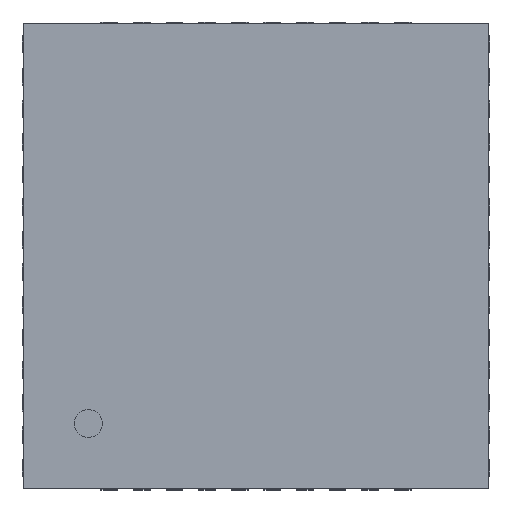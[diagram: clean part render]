
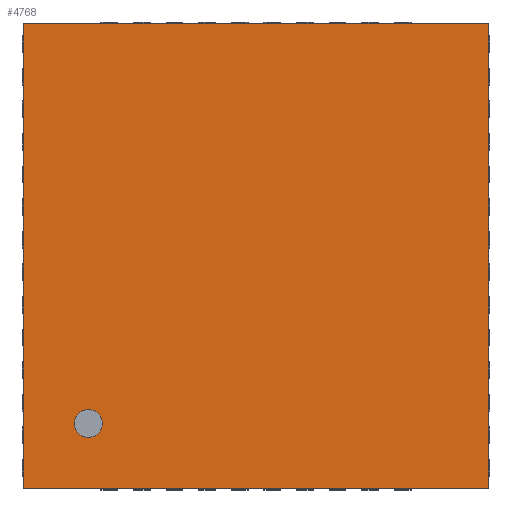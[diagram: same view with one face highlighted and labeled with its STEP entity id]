
A CAD part, top view. The second image highlights one B-rep face of the part: STEP entity #4768.
In plain terms, the highlighted planar face has unit normal (0, 0, 1).
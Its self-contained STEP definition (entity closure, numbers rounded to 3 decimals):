
#19=FACE_BOUND('',#733,.T.);
#20=CIRCLE('',#5142,0.15);
#429=FACE_OUTER_BOUND('',#732,.T.);
#732=EDGE_LOOP('',(#4156,#4157,#4158,#4159));
#733=EDGE_LOOP('',(#4160));
#1329=LINE('',#7674,#1933);
#1332=LINE('',#7680,#1936);
#1335=LINE('',#7686,#1939);
#1338=LINE('',#7690,#1942);
#1933=VECTOR('',#6353,10.);
#1936=VECTOR('',#6358,10.);
#1939=VECTOR('',#6363,10.);
#1942=VECTOR('',#6368,10.);
#2337=VERTEX_POINT('',#7661);
#2341=VERTEX_POINT('',#7671);
#2342=VERTEX_POINT('',#7673);
#2344=VERTEX_POINT('',#7679);
#2346=VERTEX_POINT('',#7685);
#2938=EDGE_CURVE('',#2337,#2337,#20,.T.);
#2943=EDGE_CURVE('',#2342,#2341,#1329,.T.);
#2946=EDGE_CURVE('',#2344,#2342,#1332,.T.);
#2949=EDGE_CURVE('',#2346,#2344,#1335,.T.);
#2952=EDGE_CURVE('',#2341,#2346,#1338,.T.);
#4156=ORIENTED_EDGE('',*,*,#2952,.T.);
#4157=ORIENTED_EDGE('',*,*,#2949,.T.);
#4158=ORIENTED_EDGE('',*,*,#2946,.T.);
#4159=ORIENTED_EDGE('',*,*,#2943,.T.);
#4160=ORIENTED_EDGE('',*,*,#2938,.T.);
#4465=PLANE('',#5149);
#4768=ADVANCED_FACE('',(#429,#19),#4465,.T.);
#5142=AXIS2_PLACEMENT_3D('',#7662,#6342,#6343);
#5149=AXIS2_PLACEMENT_3D('',#7691,#6369,#6370);
#6342=DIRECTION('center_axis',(0.,0.,-1.));
#6343=DIRECTION('ref_axis',(1.,0.,0.));
#6353=DIRECTION('',(1.,0.,0.));
#6358=DIRECTION('',(0.,-1.,0.));
#6363=DIRECTION('',(-1.,0.,0.));
#6368=DIRECTION('',(0.,1.,0.));
#6369=DIRECTION('center_axis',(0.,0.,1.));
#6370=DIRECTION('ref_axis',(1.,0.,0.));
#7661=CARTESIAN_POINT('',(-1.95,-1.8,0.75));
#7662=CARTESIAN_POINT('Origin',(-1.8,-1.8,0.75));
#7671=CARTESIAN_POINT('',(2.5,-2.5,0.75));
#7673=CARTESIAN_POINT('',(-2.5,-2.5,0.75));
#7674=CARTESIAN_POINT('',(-2.5,-2.5,0.75));
#7679=CARTESIAN_POINT('',(-2.5,2.5,0.75));
#7680=CARTESIAN_POINT('',(-2.5,2.5,0.75));
#7685=CARTESIAN_POINT('',(2.5,2.5,0.75));
#7686=CARTESIAN_POINT('',(2.5,2.5,0.75));
#7690=CARTESIAN_POINT('',(2.5,-2.5,0.75));
#7691=CARTESIAN_POINT('Origin',(0.,0.,0.75));
